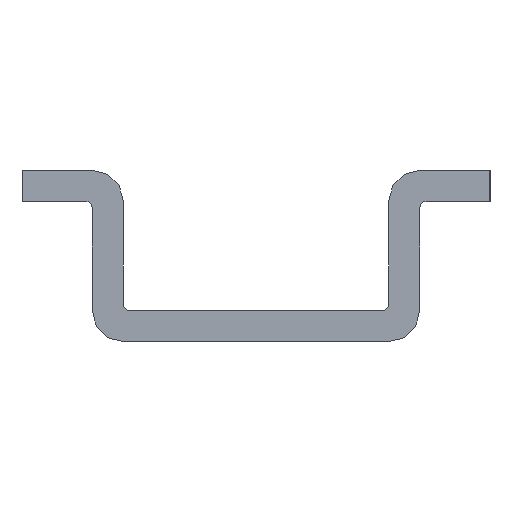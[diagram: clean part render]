
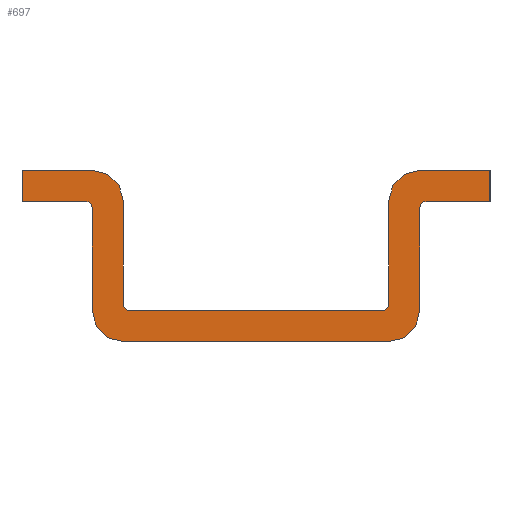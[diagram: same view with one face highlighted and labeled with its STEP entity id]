
A CAD part, left-side view. The second image highlights one B-rep face of the part: STEP entity #697.
In plain terms, the highlighted planar face has unit normal (-1, 0, 0).
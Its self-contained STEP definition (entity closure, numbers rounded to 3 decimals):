
#48=AXIS2_PLACEMENT_3D('Circle Axis2P3D',#46,#47,$) ;
#119=AXIS2_PLACEMENT_3D('Circle Axis2P3D',#117,#118,$) ;
#150=AXIS2_PLACEMENT_3D('Circle Axis2P3D',#148,#149,$) ;
#212=AXIS2_PLACEMENT_3D('Circle Axis2P3D',#210,#211,$) ;
#336=AXIS2_PLACEMENT_3D('Circle Axis2P3D',#334,#335,$) ;
#407=AXIS2_PLACEMENT_3D('Circle Axis2P3D',#405,#406,$) ;
#438=AXIS2_PLACEMENT_3D('Circle Axis2P3D',#436,#437,$) ;
#500=AXIS2_PLACEMENT_3D('Circle Axis2P3D',#498,#499,$) ;
#673=AXIS2_PLACEMENT_3D('Plane Axis2P3D',#670,#671,#672) ;
#41=CARTESIAN_POINT('Vertex',(0.,11.75,1.2)) ;
#46=CARTESIAN_POINT('Axis2P3D Location',(0.,11.55,1.2)) ;
#50=CARTESIAN_POINT('Vertex',(0.,11.55,1.)) ;
#81=CARTESIAN_POINT('Vertex',(0.,11.75,4.5)) ;
#86=CARTESIAN_POINT('Line Origine',(0.,11.75,2.85)) ;
#112=CARTESIAN_POINT('Vertex',(0.,12.75,5.5)) ;
#117=CARTESIAN_POINT('Axis2P3D Location',(0.,12.75,4.5)) ;
#143=CARTESIAN_POINT('Vertex',(0.,11.75,0.)) ;
#148=CARTESIAN_POINT('Axis2P3D Location',(0.,11.75,1.)) ;
#152=CARTESIAN_POINT('Vertex',(0.,12.75,1.)) ;
#179=CARTESIAN_POINT('Line Origine',(0.,12.75,2.65)) ;
#183=CARTESIAN_POINT('Vertex',(0.,12.75,4.3)) ;
#210=CARTESIAN_POINT('Axis2P3D Location',(0.,12.95,4.3)) ;
#214=CARTESIAN_POINT('Vertex',(0.,12.95,4.5)) ;
#241=CARTESIAN_POINT('Line Origine',(0.,13.975,4.5)) ;
#245=CARTESIAN_POINT('Vertex',(0.,15.,4.5)) ;
#272=CARTESIAN_POINT('Line Origine',(0.,15.,5.)) ;
#276=CARTESIAN_POINT('Vertex',(0.,15.,5.5)) ;
#303=CARTESIAN_POINT('Line Origine',(0.,13.875,5.5)) ;
#329=CARTESIAN_POINT('Vertex',(0.,2.25,1.)) ;
#334=CARTESIAN_POINT('Axis2P3D Location',(0.,3.25,1.)) ;
#338=CARTESIAN_POINT('Vertex',(0.,3.25,0.)) ;
#369=CARTESIAN_POINT('Vertex',(0.,2.25,4.3)) ;
#374=CARTESIAN_POINT('Line Origine',(0.,2.25,2.65)) ;
#400=CARTESIAN_POINT('Vertex',(0.,2.05,4.5)) ;
#405=CARTESIAN_POINT('Axis2P3D Location',(0.,2.05,4.3)) ;
#431=CARTESIAN_POINT('Vertex',(0.,3.45,1.)) ;
#436=CARTESIAN_POINT('Axis2P3D Location',(0.,3.45,1.2)) ;
#440=CARTESIAN_POINT('Vertex',(0.,3.25,1.2)) ;
#467=CARTESIAN_POINT('Line Origine',(0.,3.25,2.85)) ;
#471=CARTESIAN_POINT('Vertex',(0.,3.25,4.5)) ;
#498=CARTESIAN_POINT('Axis2P3D Location',(0.,2.25,4.5)) ;
#502=CARTESIAN_POINT('Vertex',(0.,2.25,5.5)) ;
#524=CARTESIAN_POINT('Line Origine',(0.,1.125,5.5)) ;
#528=CARTESIAN_POINT('Vertex',(0.,0.,5.5)) ;
#555=CARTESIAN_POINT('Line Origine',(0.,0.,5.)) ;
#559=CARTESIAN_POINT('Vertex',(0.,0.,4.5)) ;
#581=CARTESIAN_POINT('Line Origine',(0.,1.025,4.5)) ;
#603=CARTESIAN_POINT('Line Origine',(0.,7.5,1.)) ;
#630=CARTESIAN_POINT('Line Origine',(0.,7.5,0.)) ;
#670=CARTESIAN_POINT('Axis2P3D Location',(0.,2.25,0.)) ;
#47=DIRECTION('Axis2P3D Direction',(1.,0.,0.)) ;
#87=DIRECTION('Vector Direction',(0.,0.,-1.)) ;
#118=DIRECTION('Axis2P3D Direction',(1.,0.,0.)) ;
#149=DIRECTION('Axis2P3D Direction',(1.,0.,0.)) ;
#180=DIRECTION('Vector Direction',(0.,0.,1.)) ;
#211=DIRECTION('Axis2P3D Direction',(1.,0.,0.)) ;
#242=DIRECTION('Vector Direction',(0.,1.,0.)) ;
#273=DIRECTION('Vector Direction',(0.,0.,1.)) ;
#304=DIRECTION('Vector Direction',(0.,-1.,0.)) ;
#335=DIRECTION('Axis2P3D Direction',(1.,0.,0.)) ;
#375=DIRECTION('Vector Direction',(0.,0.,-1.)) ;
#406=DIRECTION('Axis2P3D Direction',(1.,0.,0.)) ;
#437=DIRECTION('Axis2P3D Direction',(1.,0.,0.)) ;
#468=DIRECTION('Vector Direction',(0.,0.,1.)) ;
#499=DIRECTION('Axis2P3D Direction',(1.,0.,0.)) ;
#525=DIRECTION('Vector Direction',(0.,-1.,0.)) ;
#556=DIRECTION('Vector Direction',(0.,0.,-1.)) ;
#582=DIRECTION('Vector Direction',(0.,1.,0.)) ;
#604=DIRECTION('Vector Direction',(0.,-1.,0.)) ;
#631=DIRECTION('Vector Direction',(0.,1.,0.)) ;
#671=DIRECTION('Axis2P3D Direction',(1.,0.,0.)) ;
#672=DIRECTION('Axis2P3D XDirection',(0.,1.,0.)) ;
#88=VECTOR('Line Direction',#87,1.) ;
#181=VECTOR('Line Direction',#180,1.) ;
#243=VECTOR('Line Direction',#242,1.) ;
#274=VECTOR('Line Direction',#273,1.) ;
#305=VECTOR('Line Direction',#304,1.) ;
#376=VECTOR('Line Direction',#375,1.) ;
#469=VECTOR('Line Direction',#468,1.) ;
#526=VECTOR('Line Direction',#525,1.) ;
#557=VECTOR('Line Direction',#556,1.) ;
#583=VECTOR('Line Direction',#582,1.) ;
#605=VECTOR('Line Direction',#604,1.) ;
#632=VECTOR('Line Direction',#631,1.) ;
#676=ORIENTED_EDGE('',*,*,#52,.F.) ;
#677=ORIENTED_EDGE('',*,*,#90,.F.) ;
#678=ORIENTED_EDGE('',*,*,#121,.F.) ;
#679=ORIENTED_EDGE('',*,*,#307,.F.) ;
#680=ORIENTED_EDGE('',*,*,#278,.F.) ;
#681=ORIENTED_EDGE('',*,*,#247,.F.) ;
#682=ORIENTED_EDGE('',*,*,#216,.F.) ;
#683=ORIENTED_EDGE('',*,*,#185,.F.) ;
#684=ORIENTED_EDGE('',*,*,#154,.F.) ;
#685=ORIENTED_EDGE('',*,*,#634,.F.) ;
#686=ORIENTED_EDGE('',*,*,#340,.F.) ;
#687=ORIENTED_EDGE('',*,*,#378,.F.) ;
#688=ORIENTED_EDGE('',*,*,#409,.F.) ;
#689=ORIENTED_EDGE('',*,*,#585,.F.) ;
#690=ORIENTED_EDGE('',*,*,#561,.F.) ;
#691=ORIENTED_EDGE('',*,*,#530,.F.) ;
#692=ORIENTED_EDGE('',*,*,#504,.F.) ;
#693=ORIENTED_EDGE('',*,*,#473,.F.) ;
#694=ORIENTED_EDGE('',*,*,#442,.F.) ;
#695=ORIENTED_EDGE('',*,*,#607,.F.) ;
#697=ADVANCED_FACE('K\X2\00F6\X0\rper.4',(#696),#674,.F.) ;
#49=CIRCLE('generated circle',#48,0.2) ;
#120=CIRCLE('generated circle',#119,1.) ;
#151=CIRCLE('generated circle',#150,1.) ;
#213=CIRCLE('generated circle',#212,0.2) ;
#337=CIRCLE('generated circle',#336,1.) ;
#408=CIRCLE('generated circle',#407,0.2) ;
#439=CIRCLE('generated circle',#438,0.2) ;
#501=CIRCLE('generated circle',#500,1.) ;
#52=EDGE_CURVE('',#42,#51,#49,.F.) ;
#90=EDGE_CURVE('',#82,#42,#89,.T.) ;
#121=EDGE_CURVE('',#113,#82,#120,.T.) ;
#154=EDGE_CURVE('',#144,#153,#151,.T.) ;
#185=EDGE_CURVE('',#153,#184,#182,.T.) ;
#216=EDGE_CURVE('',#184,#215,#213,.F.) ;
#247=EDGE_CURVE('',#215,#246,#244,.T.) ;
#278=EDGE_CURVE('',#246,#277,#275,.T.) ;
#307=EDGE_CURVE('',#277,#113,#306,.T.) ;
#340=EDGE_CURVE('',#330,#339,#337,.T.) ;
#378=EDGE_CURVE('',#370,#330,#377,.T.) ;
#409=EDGE_CURVE('',#401,#370,#408,.F.) ;
#442=EDGE_CURVE('',#432,#441,#439,.F.) ;
#473=EDGE_CURVE('',#441,#472,#470,.T.) ;
#504=EDGE_CURVE('',#472,#503,#501,.T.) ;
#530=EDGE_CURVE('',#503,#529,#527,.T.) ;
#561=EDGE_CURVE('',#529,#560,#558,.T.) ;
#585=EDGE_CURVE('',#560,#401,#584,.T.) ;
#607=EDGE_CURVE('',#51,#432,#606,.T.) ;
#634=EDGE_CURVE('',#339,#144,#633,.T.) ;
#675=EDGE_LOOP('',(#676,#677,#678,#679,#680,#681,#682,#683,#684,#685,#686,#687,#688,#689,#690,#691,#692,#693,#694,#695)) ;
#696=FACE_OUTER_BOUND('',#675,.T.) ;
#89=LINE('Line',#86,#88) ;
#182=LINE('Line',#179,#181) ;
#244=LINE('Line',#241,#243) ;
#275=LINE('Line',#272,#274) ;
#306=LINE('Line',#303,#305) ;
#377=LINE('Line',#374,#376) ;
#470=LINE('Line',#467,#469) ;
#527=LINE('Line',#524,#526) ;
#558=LINE('Line',#555,#557) ;
#584=LINE('Line',#581,#583) ;
#606=LINE('Line',#603,#605) ;
#633=LINE('Line',#630,#632) ;
#674=PLANE('',#673) ;
#42=VERTEX_POINT('',#41) ;
#51=VERTEX_POINT('',#50) ;
#82=VERTEX_POINT('',#81) ;
#113=VERTEX_POINT('',#112) ;
#144=VERTEX_POINT('',#143) ;
#153=VERTEX_POINT('',#152) ;
#184=VERTEX_POINT('',#183) ;
#215=VERTEX_POINT('',#214) ;
#246=VERTEX_POINT('',#245) ;
#277=VERTEX_POINT('',#276) ;
#330=VERTEX_POINT('',#329) ;
#339=VERTEX_POINT('',#338) ;
#370=VERTEX_POINT('',#369) ;
#401=VERTEX_POINT('',#400) ;
#432=VERTEX_POINT('',#431) ;
#441=VERTEX_POINT('',#440) ;
#472=VERTEX_POINT('',#471) ;
#503=VERTEX_POINT('',#502) ;
#529=VERTEX_POINT('',#528) ;
#560=VERTEX_POINT('',#559) ;
